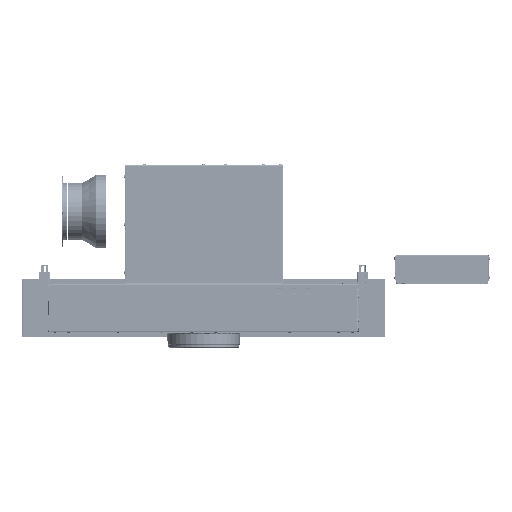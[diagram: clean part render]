
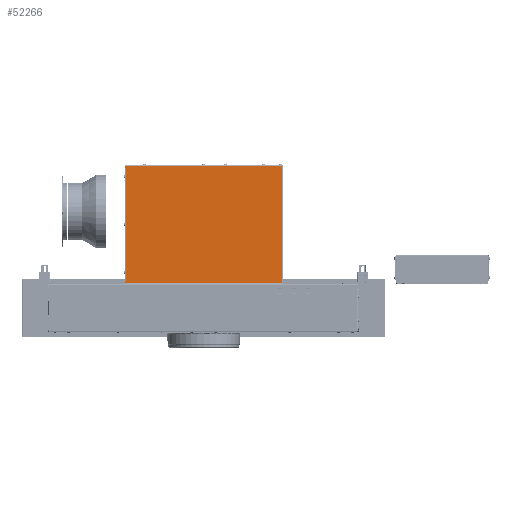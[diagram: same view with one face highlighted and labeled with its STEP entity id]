
A CAD part, front view. The second image highlights one B-rep face of the part: STEP entity #52266.
In plain terms, the highlighted face is planar.
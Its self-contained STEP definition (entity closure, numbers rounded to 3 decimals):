
#48833=DIRECTION('',(1.,0.,0.));
#48834=VECTOR('',#48833,329.9);
#48835=CARTESIAN_POINT('',(-165.3,246.5,166.));
#48836=LINE('',#48835,#48834);
#48921=DIRECTION('',(0.,-1.,0.));
#48922=VECTOR('',#48921,237.9);
#48923=CARTESIAN_POINT('',(-163.9,242.2,166.));
#48924=LINE('',#48923,#48922);
#48945=CARTESIAN_POINT('',(-164.6,242.2,166.));
#48946=DIRECTION('',(0.,0.,-1.));
#48947=DIRECTION('',(0.,1.,0.));
#48948=AXIS2_PLACEMENT_3D('',#48945,#48946,#48947);
#48950=DIRECTION('',(1.,0.,0.));
#48951=VECTOR('',#48950,0.7);
#48952=CARTESIAN_POINT('',(-165.3,242.9,166.));
#48953=LINE('',#48952,#48951);
#48954=DIRECTION('',(0.,1.,0.));
#48955=VECTOR('',#48954,3.6);
#48956=CARTESIAN_POINT('',(-165.3,242.9,166.));
#48957=LINE('',#48956,#48955);
#48958=DIRECTION('',(0.,1.,0.));
#48959=VECTOR('',#48958,3.6);
#48960=CARTESIAN_POINT('',(-165.3,0.,166.));
#48961=LINE('',#48960,#48959);
#48962=DIRECTION('',(1.,0.,0.));
#48963=VECTOR('',#48962,0.7);
#48964=CARTESIAN_POINT('',(-165.3,3.6,166.));
#48965=LINE('',#48964,#48963);
#48966=CARTESIAN_POINT('',(-164.6,4.3,166.));
#48967=DIRECTION('',(0.,0.,1.));
#48968=DIRECTION('',(0.,-1.,0.));
#48969=AXIS2_PLACEMENT_3D('',#48966,#48967,#48968);
#49449=DIRECTION('',(1.,0.,0.));
#49450=VECTOR('',#49449,329.9);
#49451=CARTESIAN_POINT('',(-165.3,0.,166.));
#49452=LINE('',#49451,#49450);
#49466=DIRECTION('',(0.,1.,0.));
#49467=VECTOR('',#49466,246.5);
#49468=CARTESIAN_POINT('',(164.6,0.,166.));
#49469=LINE('',#49468,#49467);
#51139=CARTESIAN_POINT('',(164.6,0.,166.));
#51141=VERTEX_POINT('',#51139);
#51153=CARTESIAN_POINT('',(-165.3,246.5,166.));
#51155=VERTEX_POINT('',#51153);
#51157=CARTESIAN_POINT('',(164.6,246.5,166.));
#51158=VERTEX_POINT('',#51157);
#51283=CARTESIAN_POINT('',(-165.3,0.,166.));
#51285=VERTEX_POINT('',#51283);
#51451=CARTESIAN_POINT('',(-165.3,242.9,166.));
#51452=CARTESIAN_POINT('',(-164.6,242.9,166.));
#51453=VERTEX_POINT('',#51451);
#51454=VERTEX_POINT('',#51452);
#51459=CARTESIAN_POINT('',(-163.9,242.2,166.));
#51460=VERTEX_POINT('',#51459);
#51465=CARTESIAN_POINT('',(-165.3,3.6,166.));
#51466=CARTESIAN_POINT('',(-164.6,3.6,166.));
#51467=VERTEX_POINT('',#51465);
#51468=VERTEX_POINT('',#51466);
#51473=CARTESIAN_POINT('',(-163.9,4.3,166.));
#51474=VERTEX_POINT('',#51473);
#52241=CARTESIAN_POINT('',(-165.3,0.,166.));
#52242=DIRECTION('',(0.,0.,1.));
#52243=DIRECTION('',(1.,0.,0.));
#52244=AXIS2_PLACEMENT_3D('',#52241,#52242,#52243);
#52245=PLANE('',#52244);
#52246=ORIENTED_EDGE('',*,*,#52227,.F.);
#52248=ORIENTED_EDGE('',*,*,#52247,.F.);
#52250=ORIENTED_EDGE('',*,*,#52249,.F.);
#52252=ORIENTED_EDGE('',*,*,#52251,.T.);
#52253=ORIENTED_EDGE('',*,*,#52085,.T.);
#52255=ORIENTED_EDGE('',*,*,#52254,.F.);
#52257=ORIENTED_EDGE('',*,*,#52256,.F.);
#52259=ORIENTED_EDGE('',*,*,#52258,.T.);
#52261=ORIENTED_EDGE('',*,*,#52260,.T.);
#52263=ORIENTED_EDGE('',*,*,#52262,.T.);
#52264=EDGE_LOOP('',(#52246,#52248,#52250,#52252,#52253,#52255,#52257,#52259,
#52261,#52263));
#52265=FACE_OUTER_BOUND('',#52264,.F.);
#52266=ADVANCED_FACE('',(#52265),#52245,.T.);
#48949=CIRCLE('',#48948,0.7);
#48970=CIRCLE('',#48969,0.7);
#52085=EDGE_CURVE('',#51155,#51158,#48836,.T.);
#52227=EDGE_CURVE('',#51460,#51474,#48924,.T.);
#52247=EDGE_CURVE('',#51454,#51460,#48949,.T.);
#52249=EDGE_CURVE('',#51453,#51454,#48953,.T.);
#52251=EDGE_CURVE('',#51453,#51155,#48957,.T.);
#52254=EDGE_CURVE('',#51141,#51158,#49469,.T.);
#52256=EDGE_CURVE('',#51285,#51141,#49452,.T.);
#52258=EDGE_CURVE('',#51285,#51467,#48961,.T.);
#52260=EDGE_CURVE('',#51467,#51468,#48965,.T.);
#52262=EDGE_CURVE('',#51468,#51474,#48970,.T.);
